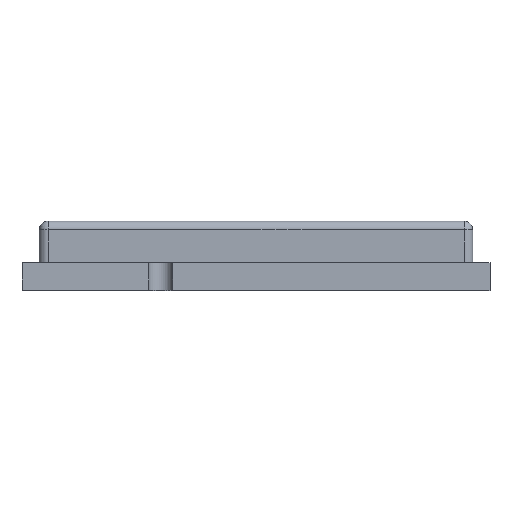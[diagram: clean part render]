
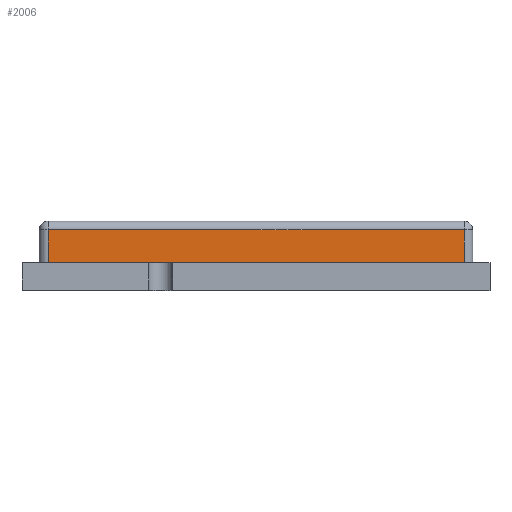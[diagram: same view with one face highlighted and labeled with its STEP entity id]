
A CAD part, top view. The second image highlights one B-rep face of the part: STEP entity #2006.
In plain terms, the highlighted planar face has unit normal (0, 0, 1).
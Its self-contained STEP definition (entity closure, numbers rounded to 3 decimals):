
#31 = CARTESIAN_POINT ( 'NONE',  ( 6., 0.8, 5.25 ) ) ;
#225 = VECTOR ( 'NONE', #1898, 1000. ) ;
#248 = ORIENTED_EDGE ( 'NONE', *, *, #1070, .T. ) ;
#257 = ORIENTED_EDGE ( 'NONE', *, *, #1960, .T. ) ;
#260 = VERTEX_POINT ( 'NONE', #31 ) ;
#266 = AXIS2_PLACEMENT_3D ( 'NONE', #1232, #1928, #1012 ) ;
#350 = EDGE_LOOP ( 'NONE', ( #257, #578, #248, #1576 ) ) ;
#410 = VECTOR ( 'NONE', #1811, 1000. ) ;
#418 = CARTESIAN_POINT ( 'NONE',  ( 6., 2., 5.25 ) ) ;
#423 = DIRECTION ( 'NONE',  ( 0., 1., 0. ) ) ;
#462 = VERTEX_POINT ( 'NONE', #1263 ) ;
#578 = ORIENTED_EDGE ( 'NONE', *, *, #1812, .T. ) ;
#592 = CARTESIAN_POINT ( 'NONE',  ( 6., 1.75, 5.25 ) ) ;
#787 = DIRECTION ( 'NONE',  ( 0., -1., 0. ) ) ;
#972 = CARTESIAN_POINT ( 'NONE',  ( -6., 2., 5.25 ) ) ;
#1012 = DIRECTION ( 'NONE',  ( -1., 0., 0. ) ) ;
#1043 = PLANE ( 'NONE',  #266 ) ;
#1049 = VECTOR ( 'NONE', #423, 1000. ) ;
#1070 = EDGE_CURVE ( 'NONE', #1082, #260, #1700, .T. ) ;
#1082 = VERTEX_POINT ( 'NONE', #1455 ) ;
#1232 = CARTESIAN_POINT ( 'NONE',  ( -6.25, 2., 5.25 ) ) ;
#1263 = CARTESIAN_POINT ( 'NONE',  ( -6., 1.75, 5.25 ) ) ;
#1296 = CARTESIAN_POINT ( 'NONE',  ( -6.25, 0.8, 5.25 ) ) ;
#1455 = CARTESIAN_POINT ( 'NONE',  ( -6., 0.8, 5.25 ) ) ;
#1504 = FACE_OUTER_BOUND ( 'NONE', #350, .T. ) ;
#1533 = CARTESIAN_POINT ( 'NONE',  ( -6.25, 1.75, 5.25 ) ) ;
#1576 = ORIENTED_EDGE ( 'NONE', *, *, #1785, .T. ) ;
#1609 = LINE ( 'NONE', #972, #2025 ) ;
#1659 = LINE ( 'NONE', #1533, #225 ) ;
#1700 = LINE ( 'NONE', #1296, #410 ) ;
#1785 = EDGE_CURVE ( 'NONE', #260, #2258, #1889, .T. ) ;
#1811 = DIRECTION ( 'NONE',  ( 1., 0., 0. ) ) ;
#1812 = EDGE_CURVE ( 'NONE', #462, #1082, #1609, .T. ) ;
#1889 = LINE ( 'NONE', #418, #1049 ) ;
#1898 = DIRECTION ( 'NONE',  ( -1., 0., 0. ) ) ;
#1928 = DIRECTION ( 'NONE',  ( 0., 0., -1. ) ) ;
#1960 = EDGE_CURVE ( 'NONE', #2258, #462, #1659, .T. ) ;
#2006 = ADVANCED_FACE ( 'NONE', ( #1504 ), #1043, .F. ) ;
#2025 = VECTOR ( 'NONE', #787, 1000. ) ;
#2258 = VERTEX_POINT ( 'NONE', #592 ) ;
